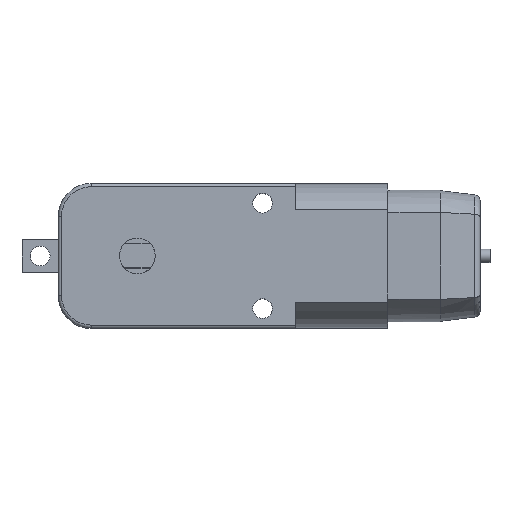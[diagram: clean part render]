
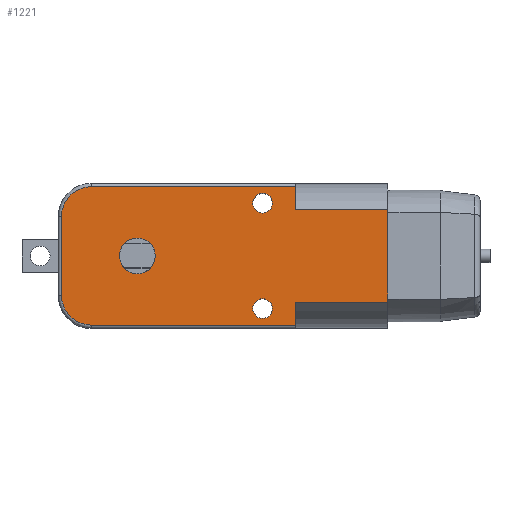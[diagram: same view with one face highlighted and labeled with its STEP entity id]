
A CAD part, top view. The second image highlights one B-rep face of the part: STEP entity #1221.
In plain terms, the highlighted planar face has unit normal (0, 0, 1).
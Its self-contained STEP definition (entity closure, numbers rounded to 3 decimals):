
#83=FACE_BOUND('',#230,.T.);
#84=FACE_BOUND('',#231,.T.);
#85=FACE_BOUND('',#232,.T.);
#95=PLANE('',#1331);
#154=FACE_OUTER_BOUND('',#229,.T.);
#229=EDGE_LOOP('',(#891,#892,#893,#894,#895,#896,#897,#898,#899,#900));
#230=EDGE_LOOP('',(#901));
#231=EDGE_LOOP('',(#902));
#232=EDGE_LOOP('',(#903,#904));
#317=LINE('',#1888,#402);
#318=LINE('',#1897,#403);
#320=LINE('',#1907,#405);
#321=LINE('',#1910,#406);
#322=LINE('',#1912,#407);
#323=LINE('',#1914,#408);
#324=LINE('',#1916,#409);
#325=LINE('',#1917,#410);
#402=VECTOR('',#1509,10.);
#403=VECTOR('',#1522,10.);
#405=VECTOR('',#1534,10.);
#406=VECTOR('',#1537,1000.);
#407=VECTOR('',#1538,1000.);
#408=VECTOR('',#1539,1000.);
#409=VECTOR('',#1540,1000.);
#410=VECTOR('',#1541,1000.);
#484=CIRCLE('',#1323,4.5);
#487=CIRCLE('',#1328,4.5);
#489=CIRCLE('',#1332,1.5);
#490=CIRCLE('',#1333,1.5);
#491=CIRCLE('',#1334,2.7);
#492=CIRCLE('',#1335,2.7);
#563=VERTEX_POINT('',#1885);
#564=VERTEX_POINT('',#1887);
#565=VERTEX_POINT('',#1891);
#566=VERTEX_POINT('',#1895);
#567=VERTEX_POINT('',#1899);
#568=VERTEX_POINT('',#1903);
#570=VERTEX_POINT('',#1909);
#571=VERTEX_POINT('',#1911);
#572=VERTEX_POINT('',#1913);
#573=VERTEX_POINT('',#1915);
#574=VERTEX_POINT('',#1918);
#575=VERTEX_POINT('',#1920);
#576=VERTEX_POINT('',#1922);
#577=VERTEX_POINT('',#1923);
#684=EDGE_CURVE('',#563,#564,#317,.T.);
#687=EDGE_CURVE('',#564,#565,#484,.T.);
#689=EDGE_CURVE('',#565,#566,#318,.T.);
#691=EDGE_CURVE('',#566,#567,#487,.T.);
#694=EDGE_CURVE('',#567,#568,#320,.T.);
#695=EDGE_CURVE('',#570,#563,#321,.T.);
#696=EDGE_CURVE('',#570,#571,#322,.T.);
#697=EDGE_CURVE('',#572,#571,#323,.T.);
#698=EDGE_CURVE('',#573,#572,#324,.T.);
#699=EDGE_CURVE('',#568,#573,#325,.T.);
#700=EDGE_CURVE('',#574,#574,#489,.T.);
#701=EDGE_CURVE('',#575,#575,#490,.T.);
#702=EDGE_CURVE('',#576,#577,#491,.T.);
#703=EDGE_CURVE('',#577,#576,#492,.T.);
#891=ORIENTED_EDGE('',*,*,#694,.F.);
#892=ORIENTED_EDGE('',*,*,#691,.F.);
#893=ORIENTED_EDGE('',*,*,#689,.F.);
#894=ORIENTED_EDGE('',*,*,#687,.F.);
#895=ORIENTED_EDGE('',*,*,#684,.F.);
#896=ORIENTED_EDGE('',*,*,#695,.F.);
#897=ORIENTED_EDGE('',*,*,#696,.T.);
#898=ORIENTED_EDGE('',*,*,#697,.F.);
#899=ORIENTED_EDGE('',*,*,#698,.F.);
#900=ORIENTED_EDGE('',*,*,#699,.F.);
#901=ORIENTED_EDGE('',*,*,#700,.T.);
#902=ORIENTED_EDGE('',*,*,#701,.T.);
#903=ORIENTED_EDGE('',*,*,#702,.F.);
#904=ORIENTED_EDGE('',*,*,#703,.F.);
#1221=ADVANCED_FACE('',(#154,#83,#84,#85),#95,.F.);
#1323=AXIS2_PLACEMENT_3D('',#1893,#1516,#1517);
#1328=AXIS2_PLACEMENT_3D('',#1901,#1527,#1528);
#1331=AXIS2_PLACEMENT_3D('',#1908,#1535,#1536);
#1332=AXIS2_PLACEMENT_3D('',#1919,#1542,#1543);
#1333=AXIS2_PLACEMENT_3D('',#1921,#1544,#1545);
#1334=AXIS2_PLACEMENT_3D('',#1924,#1546,#1547);
#1335=AXIS2_PLACEMENT_3D('',#1925,#1548,#1549);
#1509=DIRECTION('',(-1.,0.,0.));
#1516=DIRECTION('center_axis',(0.,0.,-1.));
#1517=DIRECTION('ref_axis',(-0.707,-0.707,0.));
#1522=DIRECTION('',(0.,1.,0.));
#1527=DIRECTION('center_axis',(0.,0.,-1.));
#1528=DIRECTION('ref_axis',(-0.707,0.707,0.));
#1534=DIRECTION('',(1.,0.,0.));
#1535=DIRECTION('center_axis',(0.,0.,-1.));
#1536=DIRECTION('ref_axis',(-1.,0.,0.));
#1537=DIRECTION('',(0.,-1.,0.));
#1538=DIRECTION('',(1.,0.,0.));
#1539=DIRECTION('',(0.,-1.,0.));
#1540=DIRECTION('',(1.,0.,0.));
#1541=DIRECTION('',(0.,-1.,0.));
#1542=DIRECTION('center_axis',(0.,0.,-1.));
#1543=DIRECTION('ref_axis',(1.,0.,0.));
#1544=DIRECTION('center_axis',(0.,0.,-1.));
#1545=DIRECTION('ref_axis',(-1.,0.,0.));
#1546=DIRECTION('center_axis',(0.,0.,1.));
#1547=DIRECTION('ref_axis',(1.,0.,0.));
#1548=DIRECTION('center_axis',(0.,0.,1.));
#1549=DIRECTION('ref_axis',(1.,0.,0.));
#1885=CARTESIAN_POINT('',(11.,-10.5,10.));
#1887=CARTESIAN_POINT('',(-20.,-10.5,10.));
#1888=CARTESIAN_POINT('',(-12.5,-10.5,10.));
#1891=CARTESIAN_POINT('',(-24.5,-6.,10.));
#1893=CARTESIAN_POINT('Origin',(-20.,-6.,10.));
#1895=CARTESIAN_POINT('',(-24.5,6.,10.));
#1897=CARTESIAN_POINT('',(-24.5,11.,10.));
#1899=CARTESIAN_POINT('',(-20.,10.5,10.));
#1901=CARTESIAN_POINT('Origin',(-20.,6.,10.));
#1903=CARTESIAN_POINT('',(11.,10.5,10.));
#1907=CARTESIAN_POINT('',(-12.5,10.5,10.));
#1908=CARTESIAN_POINT('Origin',(-25.,11.,10.));
#1909=CARTESIAN_POINT('',(11.,-7.,10.));
#1910=CARTESIAN_POINT('',(11.,11.,10.));
#1911=CARTESIAN_POINT('',(25.,-7.,10.));
#1912=CARTESIAN_POINT('',(11.,-7.,10.));
#1913=CARTESIAN_POINT('',(25.,7.,10.));
#1914=CARTESIAN_POINT('',(25.,11.,10.));
#1915=CARTESIAN_POINT('',(11.,7.,10.));
#1916=CARTESIAN_POINT('',(11.,7.,10.));
#1917=CARTESIAN_POINT('',(11.,11.,10.));
#1918=CARTESIAN_POINT('',(7.5,-8.,10.));
#1919=CARTESIAN_POINT('Origin',(6.,-8.,10.));
#1920=CARTESIAN_POINT('',(7.5,8.,10.));
#1921=CARTESIAN_POINT('Origin',(6.,8.,10.));
#1922=CARTESIAN_POINT('',(-10.3,0.,10.));
#1923=CARTESIAN_POINT('',(-15.7,0.,10.));
#1924=CARTESIAN_POINT('Origin',(-13.,0.,10.));
#1925=CARTESIAN_POINT('Origin',(-13.,0.,10.));
